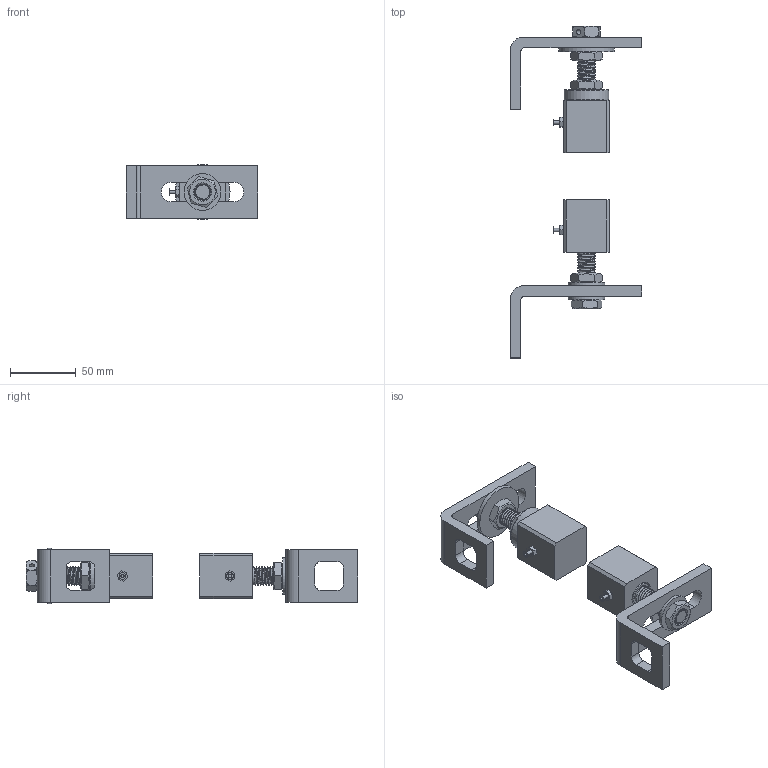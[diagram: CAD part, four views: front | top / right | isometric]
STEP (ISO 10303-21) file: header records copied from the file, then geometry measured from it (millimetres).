
FILE_DESCRIPTION(/* description */ (''),/* implementation_level */ '2;1');
FILE_NAME(/* name */ '25040V.stp',/* time_stamp */ '2021-06-15T11:25:54+02:00',/* author */ ('Didierr'),/* organization */ (''),/* preprocessor_version */ 'ST-DEVELOPER v18.1',/* originating_system */ 'Autodesk Inventor 2021',/* authorisation */ '');
FILE_SCHEMA (('AUTOMOTIVE_DESIGN { 1 0 10303 214 3 1 1 }'));
Length unit declared in the file: millimetre
Products named in the file (18): 25040V Haut et Bas; 25040V; 25040V-1; 25040V-2; 25040S-3; 25040V-4; 25040V-5; vis TH M14x70; vis TH M14x70 corps; vis TH M14x70 helicoidal; 25040V-ecrou; 25040V-HAUT; 25040V-HAUT1; 25040V-HAUT2; 25040V-HAUT4; 25040V-HAUT5; ISO 4035 - M14; ISO 7091 - ST 14 - 100 HV
Assembly tree (20 placements, depth 4):
  25040V Haut et Bas
    25040V
      25040V-1
      25040V-2
      25040S-3
      25040V-4
      25040V-5
      vis TH M14x70
        vis TH M14x70 corps
        vis TH M14x70 helicoidal
      25040V-ecrou  x2
    25040V-HAUT
      25040V-HAUT1
      25040V-HAUT2
      25040V-HAUT4
      25040V-HAUT5
      ISO 4035 - M14  x2
      ISO 7091 - ST 14 - 100 HV  x2
Bounding box: 100 x 253 x 42 mm (x, y, z)
Volume: 197422.6 mm3; surface area: 77567.3 mm2
Topology: 15 solids, 17 shells, 271 faces, 705 edges, 461 vertices
Faces by surface type: plane 126, cylinder 95, cone 37, bspline 8, torus 5
Full cylindrical faces by diameter (mm): 2.459 x2, 4 x1, 4.917 x2, 6 x2, 11.835 x5, 12 x34, 14 x19, 15.5 x2, 17.6 x2, 18 x3, 28 x2, 34 x1, 42 x1
Entity records: 27942 total; most frequent: CARTESIAN_POINT 21726, ORIENTED_EDGE 1184, DIRECTION 1074, EDGE_CURVE 592, VERTEX_POINT 391, AXIS2_PLACEMENT_3D 386, LINE 302, VECTOR 302
